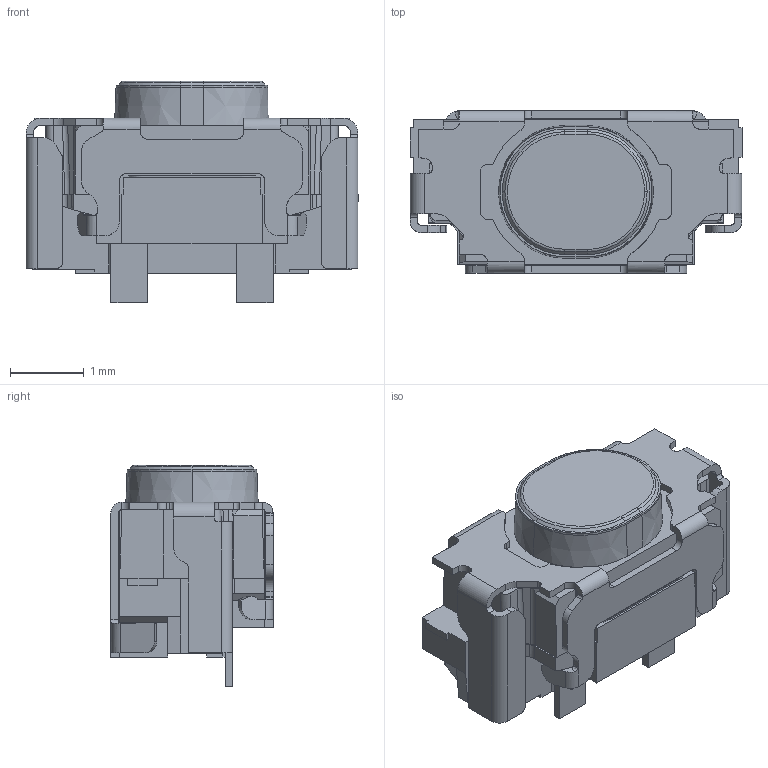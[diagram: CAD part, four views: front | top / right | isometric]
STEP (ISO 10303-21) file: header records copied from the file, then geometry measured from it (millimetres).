
FILE_DESCRIPTION (( 'STEP AP214' ), '1' );
FILE_NAME ('DC60S3-B.step', '2025-04-07T10:33:55', ( '' ), ( '' ), 'SwSTEP 2.0', 'SolidWorks 2024', '' );
FILE_SCHEMA (( 'AUTOMOTIVE_DESIGN' ));
Length unit declared in the file: millimetre
Products named in the file (2): SKSL_3D_Default; DC60S3-B
Assembly tree (1 placements, depth 2):
  DC60S3-B
    SKSL_3D_Default
Bounding box: 4.5 x 2.22 x 3 mm (x, y, z)
Volume: 16.4 mm3; surface area: 73.5 mm2
Topology: 1 solids, 1 shells, 398 faces, 1143 edges, 741 vertices
Faces by surface type: plane 258, cylinder 121, cone 10, bspline 9
Entity records: 13530 total; most frequent: CARTESIAN_POINT 3267, ORIENTED_EDGE 2286, DIRECTION 1757, EDGE_CURVE 1143, LINE 839, VECTOR 839, VERTEX_POINT 741, AXIS2_PLACEMENT_3D 459
